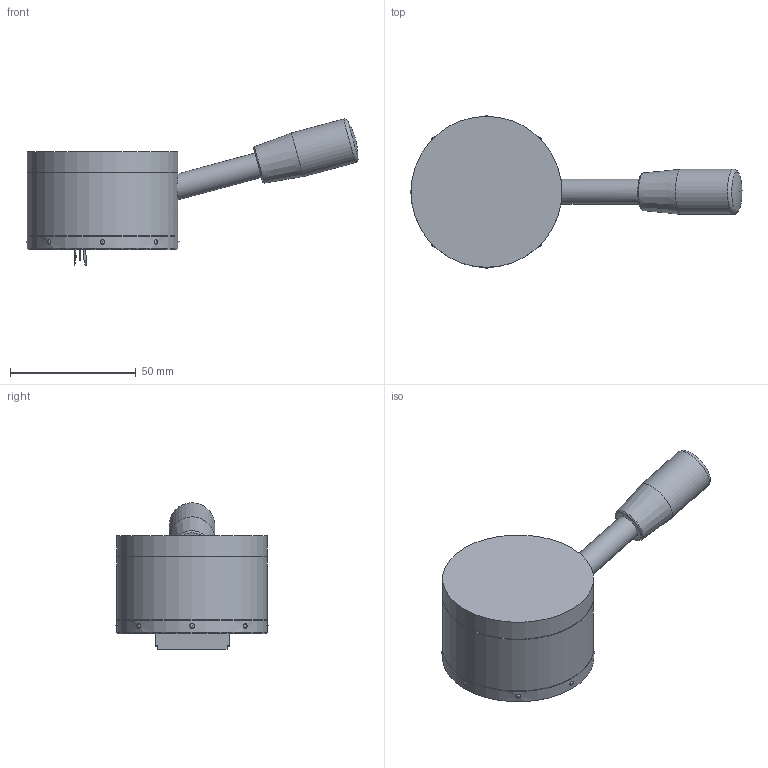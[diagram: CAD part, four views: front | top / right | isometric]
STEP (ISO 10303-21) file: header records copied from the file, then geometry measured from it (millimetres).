
FILE_DESCRIPTION(/* description */ (''),/* implementation_level */ '2;1');
FILE_NAME(/* name */ '160-001.stp',/* time_stamp */ '2015-04-09T12:50:00+02:00',/* author */ ('mk'),/* organization */ (''),/* preprocessor_version */ 'ST-DEVELOPER v15.2',/* originating_system */ 'Autodesk Inventor 2014',/* authorisation */ '');
FILE_SCHEMA (('AUTOMOTIVE_DESIGN { 1 0 10303 214 3 1 1 }'));
Length unit declared in the file: centimetre
Products named in the file (1): 160-001
Bounding box: 131.93 x 60.8 x 58.1 mm (x, y, z)
Volume: 118541.6 mm3; surface area: 24243.8 mm2
Topology: 1 solids, 9 shells, 1032 faces, 2798 edges, 1858 vertices
Faces by surface type: plane 511, cylinder 429, cone 77, sphere 12, torus 2, bspline 1
Full cylindrical faces by diameter (mm): 0.6 x36, 1.8 x8, 1.9 x8, 2 x4, 2.459 x4, 3.2 x4, 3.5 x4, 3.8 x4, 10 x1, 18 x1, 56.642 x1, 58 x2, 59 x2, 60 x3
Entity records: 33732 total; most frequent: CARTESIAN_POINT 8275, ORIENTED_EDGE 5224, DIRECTION 5109, EDGE_CURVE 2612, VERTEX_POINT 1795, AXIS2_PLACEMENT_3D 1748, LINE 1613, VECTOR 1613
